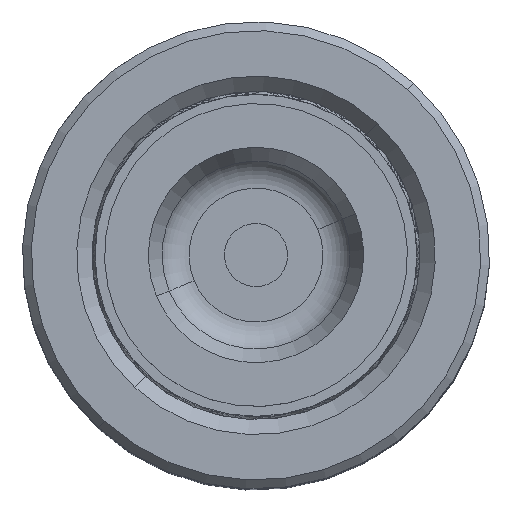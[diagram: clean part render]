
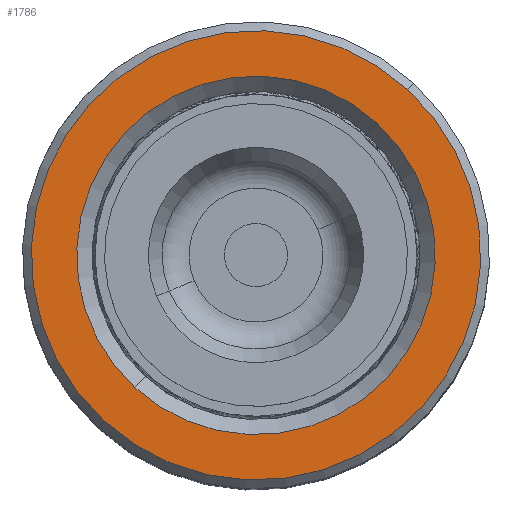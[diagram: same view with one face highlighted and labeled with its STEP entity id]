
A CAD part, top view. The second image highlights one B-rep face of the part: STEP entity #1786.
In plain terms, the highlighted planar face has unit normal (0, 0, 1).
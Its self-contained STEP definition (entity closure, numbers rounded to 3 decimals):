
#250 = CARTESIAN_POINT ( 'NONE',  ( 17.8, 0., 60. ) ) ;
#260 = ORIENTED_EDGE ( 'NONE', *, *, #26394, .T. ) ;
#1356 = CARTESIAN_POINT ( 'NONE',  ( 0., 0., 60. ) ) ;
#1786 = ADVANCED_FACE ( 'NONE', ( #39502, #31043 ), #13638, .T. ) ;
#2346 = VERTEX_POINT ( 'NONE', #37495 ) ;
#3462 = DIRECTION ( 'NONE',  ( 1., 0., 0. ) ) ;
#6792 = DIRECTION ( 'NONE',  ( 0., 0., -1. ) ) ;
#7049 = CIRCLE ( 'NONE', #40729, 17.8 ) ;
#7112 = DIRECTION ( 'NONE',  ( 1., 0., 0. ) ) ;
#7751 = DIRECTION ( 'NONE',  ( 0., 0., -1. ) ) ;
#12660 = CIRCLE ( 'NONE', #24191, 17.8 ) ;
#12681 = CARTESIAN_POINT ( 'NONE',  ( 0., 0., 60. ) ) ;
#12921 = EDGE_CURVE ( 'NONE', #2346, #13405, #26389, .T. ) ;
#13405 = VERTEX_POINT ( 'NONE', #13535 ) ;
#13535 = CARTESIAN_POINT ( 'NONE',  ( -14.2, 0., 60. ) ) ;
#13638 = PLANE ( 'NONE',  #23113 ) ;
#15135 = EDGE_CURVE ( 'NONE', #13405, #2346, #31293, .T. ) ;
#16520 = CARTESIAN_POINT ( 'NONE',  ( -17.8, 0., 60. ) ) ;
#16569 = DIRECTION ( 'NONE',  ( 0., 0., 1. ) ) ;
#17185 = EDGE_LOOP ( 'NONE', ( #40214, #260 ) ) ;
#17396 = EDGE_LOOP ( 'NONE', ( #30195, #35586 ) ) ;
#22751 = CARTESIAN_POINT ( 'NONE',  ( 0., 0., 60. ) ) ;
#23113 = AXIS2_PLACEMENT_3D ( 'NONE', #38593, #16569, #7112 ) ;
#23773 = AXIS2_PLACEMENT_3D ( 'NONE', #1356, #7751, #31310 ) ;
#24191 = AXIS2_PLACEMENT_3D ( 'NONE', #12681, #40843, #34579 ) ;
#26389 = CIRCLE ( 'NONE', #23773, 14.2 ) ;
#26394 = EDGE_CURVE ( 'NONE', #27134, #33176, #12660, .T. ) ;
#27134 = VERTEX_POINT ( 'NONE', #250 ) ;
#28407 = DIRECTION ( 'NONE',  ( 1., 0., 0. ) ) ;
#28680 = CARTESIAN_POINT ( 'NONE',  ( 0., 0., 60. ) ) ;
#30195 = ORIENTED_EDGE ( 'NONE', *, *, #12921, .T. ) ;
#30462 = EDGE_CURVE ( 'NONE', #33176, #27134, #7049, .T. ) ;
#31043 = FACE_BOUND ( 'NONE', #17396, .T. ) ;
#31293 = CIRCLE ( 'NONE', #34154, 14.2 ) ;
#31310 = DIRECTION ( 'NONE',  ( 1., 0., 0. ) ) ;
#31312 = DIRECTION ( 'NONE',  ( 0., 0., 1. ) ) ;
#33176 = VERTEX_POINT ( 'NONE', #16520 ) ;
#34154 = AXIS2_PLACEMENT_3D ( 'NONE', #22751, #6792, #3462 ) ;
#34579 = DIRECTION ( 'NONE',  ( 1., 0., 0. ) ) ;
#35586 = ORIENTED_EDGE ( 'NONE', *, *, #15135, .T. ) ;
#37495 = CARTESIAN_POINT ( 'NONE',  ( 14.2, 0., 60. ) ) ;
#38593 = CARTESIAN_POINT ( 'NONE',  ( 0., 0., 60. ) ) ;
#39502 = FACE_OUTER_BOUND ( 'NONE', #17185, .T. ) ;
#40214 = ORIENTED_EDGE ( 'NONE', *, *, #30462, .T. ) ;
#40729 = AXIS2_PLACEMENT_3D ( 'NONE', #28680, #31312, #28407 ) ;
#40843 = DIRECTION ( 'NONE',  ( 0., 0., 1. ) ) ;
